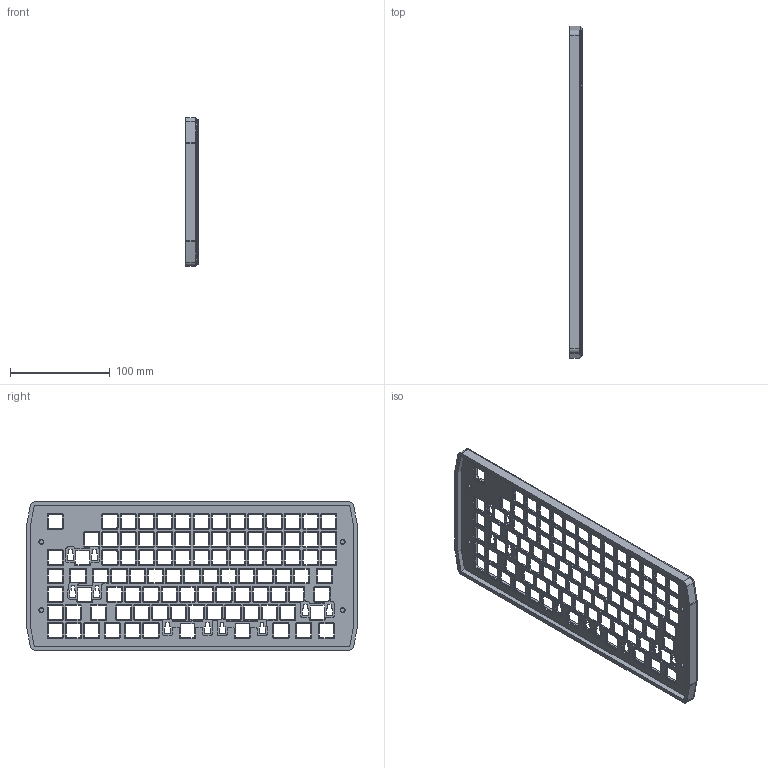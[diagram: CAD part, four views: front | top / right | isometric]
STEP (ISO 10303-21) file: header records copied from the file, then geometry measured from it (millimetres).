
FILE_DESCRIPTION (( 'STEP AP214' ), '1' );
FILE_NAME ('plate_support.STEP', '2026-03-13T12:42:37', ( '' ), ( '' ), 'SwSTEP 2.0', 'SolidWorks 2026', '' );
FILE_SCHEMA (( 'AUTOMOTIVE_DESIGN' ));
Length unit declared in the file: millimetre
Products named in the file (1): plate_support
Bounding box: 12.45 x 332 x 148.5 mm (x, y, z)
Volume: 139953.8 mm3; surface area: 90549.4 mm2
Topology: 1 solids, 1 shells, 2028 faces, 5699 edges, 3762 vertices
Faces by surface type: plane 1038, cylinder 929, cone 26, torus 26, bspline 9
Entity records: 66266 total; most frequent: CARTESIAN_POINT 11661, DIRECTION 11624, ORIENTED_EDGE 11398, EDGE_CURVE 5699, AXIS2_PLACEMENT_3D 3927, LINE 3770, VECTOR 3770, VERTEX_POINT 3762
